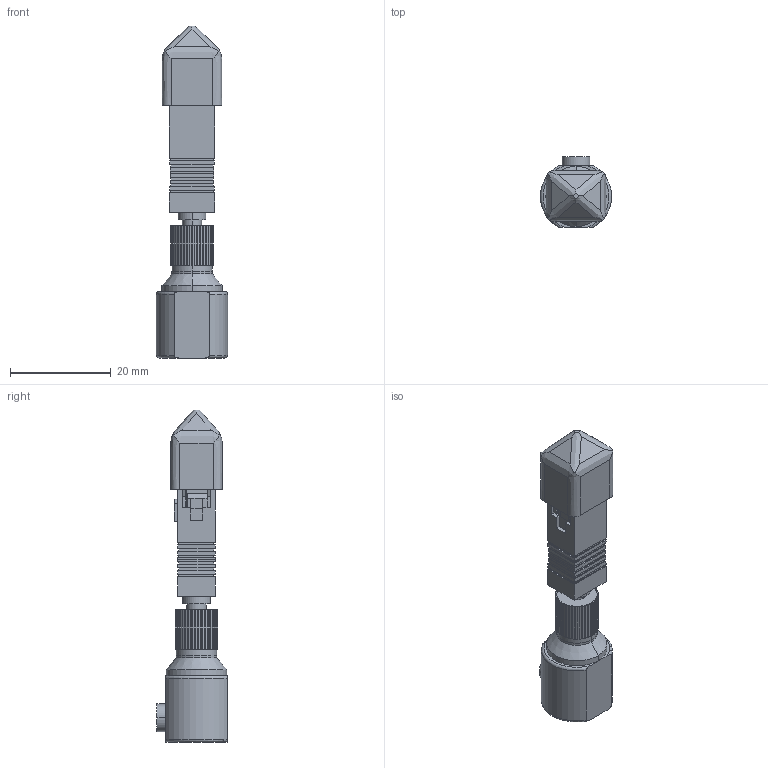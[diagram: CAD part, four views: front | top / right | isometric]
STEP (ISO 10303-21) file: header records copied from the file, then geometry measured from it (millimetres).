
FILE_DESCRIPTION (( 'STEP AP214' ), '1' );
FILE_NAME ('FOA-SCB9_3D.STEP', '2020-08-06T20:01:20', ( '' ), ( '' ), 'SwSTEP 2.0', 'SolidWorks 2018', '' );
FILE_SCHEMA (( 'AUTOMOTIVE_DESIGN' ));
Length unit declared in the file: inch
Products named in the file (6): FOA-SCB9-MA4; FOA-SCB9-MA2; FOA-SCB9-MA5; FOA-SCB9-MA3; FOA-SCB9-MA1; FOA-SCB9_3D
Assembly tree (5 placements, depth 2):
  FOA-SCB9_3D
    FOA-SCB9-MA1
    FOA-SCB9-MA2
    FOA-SCB9-MA3
    FOA-SCB9-MA4
    FOA-SCB9-MA5
Bounding box: 14.1 x 13.97 x 65.84 mm (x, y, z)
Volume: 4803.4 mm3; surface area: 5583.5 mm2
Topology: 5 solids, 5 shells, 453 faces, 1224 edges, 800 vertices
Faces by surface type: plane 314, cylinder 87, cone 32, bspline 12, torus 8
Entity records: 16152 total; most frequent: CARTESIAN_POINT 3015, ORIENTED_EDGE 2448, DIRECTION 2352, EDGE_CURVE 1224, LINE 854, VECTOR 854, VERTEX_POINT 800, AXIS2_PLACEMENT_3D 749
